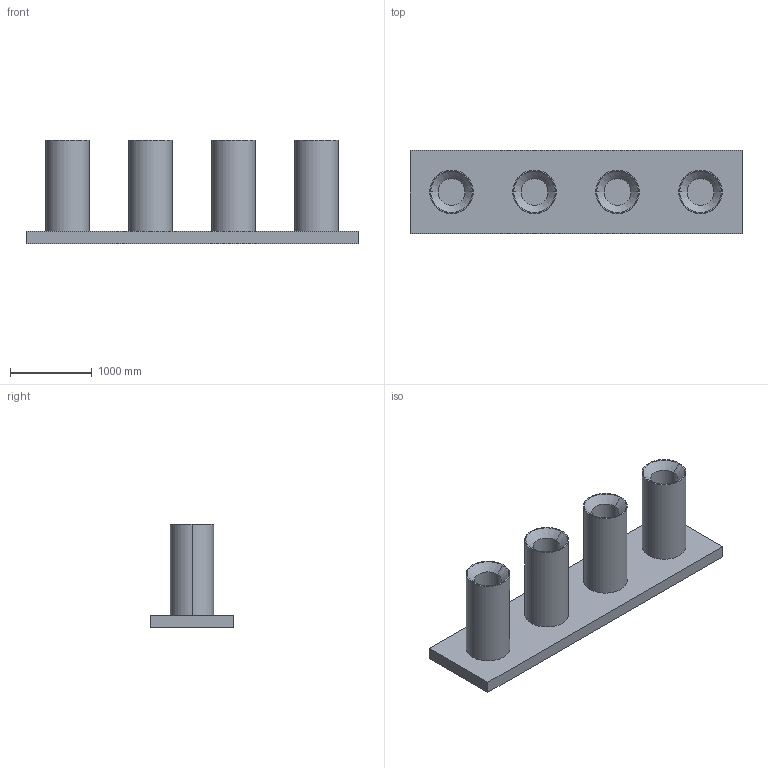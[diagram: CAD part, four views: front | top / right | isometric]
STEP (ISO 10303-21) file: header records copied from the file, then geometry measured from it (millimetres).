
FILE_DESCRIPTION((''),'2;1');
FILE_NAME('PRT0003','2022-03-23T15:36:54',('11258'),(''),'CREO PARAMETRIC BY PTC INC, 2016510','CREO PARAMETRIC BY PTC INC, 2016510','');
FILE_SCHEMA(('CONFIG_CONTROL_DESIGN'));
Length unit declared in the file: inch
Products named in the file (1): PRT0003
Bounding box: 4064 x 1016 x 1270 mm (x, y, z)
Volume: 1226053732.8 mm3; surface area: 21760033 mm2
Topology: 1 solids, 1 shells, 38 faces, 76 edges, 48 vertices
Faces by surface type: cylinder 16, plane 14, cone 8
Entity records: 1036 total; most frequent: DIRECTION 192, CARTESIAN_POINT 162, ORIENTED_EDGE 152, AXIS2_PLACEMENT_3D 78, EDGE_CURVE 76, VERTEX_POINT 48, EDGE_LOOP 46, CIRCLE 40
